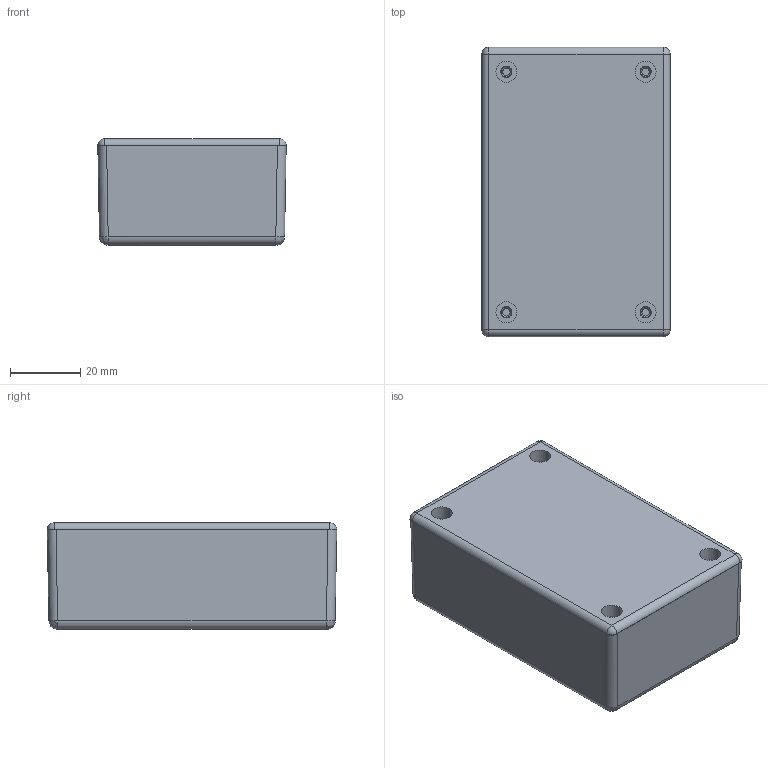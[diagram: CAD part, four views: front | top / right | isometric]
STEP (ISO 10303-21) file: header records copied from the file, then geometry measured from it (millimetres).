
FILE_DESCRIPTION (( 'STEP AP214' ), '1' );
FILE_NAME ('G1020B.STEP', '2014-08-08T01:49:10', ( 'AsusUser' ), ( '' ), 'SwSTEP 2.0', 'SolidWorks 2014', '' );
FILE_SCHEMA (( 'AUTOMOTIVE_DESIGN' ));
Length unit declared in the file: millimetre
Products named in the file (3): G1020B-COVER; G1020-BASE; G1020B
Assembly tree (2 placements, depth 2):
  G1020B
    G1020-BASE
    G1020B-COVER
Bounding box: 53.8 x 82.7 x 30.5 mm (x, y, z)
Volume: 29608.7 mm3; surface area: 36978.7 mm2
Topology: 2 solids, 2 shells, 921 faces, 2481 edges, 1603 vertices
Faces by surface type: plane 507, bspline 172, cone 154, cylinder 84, sphere 4
Entity records: 42338 total; most frequent: CARTESIAN_POINT 14586, ORIENTED_EDGE 4950, DIRECTION 3495, EDGE_CURVE 2475, VERTEX_POINT 1603, AXIS2_PLACEMENT_3D 1276, EDGE_LOOP 974, LINE 943
